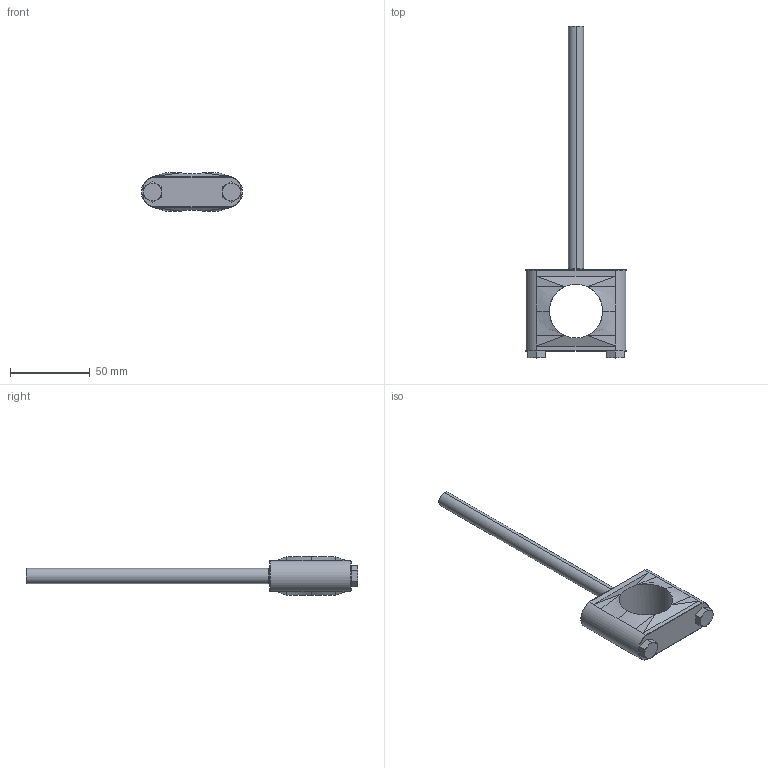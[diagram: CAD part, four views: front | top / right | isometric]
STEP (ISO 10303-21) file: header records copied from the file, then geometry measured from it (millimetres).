
FILE_DESCRIPTION (( 'STEP AP214' ), '1' );
FILE_NAME ('CSDW6R1.0P304ZP.STEP', '2023-05-29T08:15:47', ( '' ), ( '' ), 'SwSTEP 2.0', 'SolidWorks 2018', '' );
FILE_SCHEMA (( 'AUTOMOTIVE_DESIGN' ));
Length unit declared in the file: inch
Products named in the file (1): CSDW6R1.0P304ZP
Bounding box: 63.17 x 207.67 x 24.13 mm (x, y, z)
Volume: 55472.7 mm3; surface area: 15559.4 mm2
Topology: 1 solids, 1 shells, 73 faces, 170 edges, 100 vertices
Faces by surface type: plane 35, cone 16, cylinder 10, bspline 8, torus 4
Entity records: 2512 total; most frequent: CARTESIAN_POINT 948, ORIENTED_EDGE 340, DIRECTION 270, EDGE_CURVE 170, VERTEX_POINT 100, AXIS2_PLACEMENT_3D 94, VECTOR 82, LINE 82
